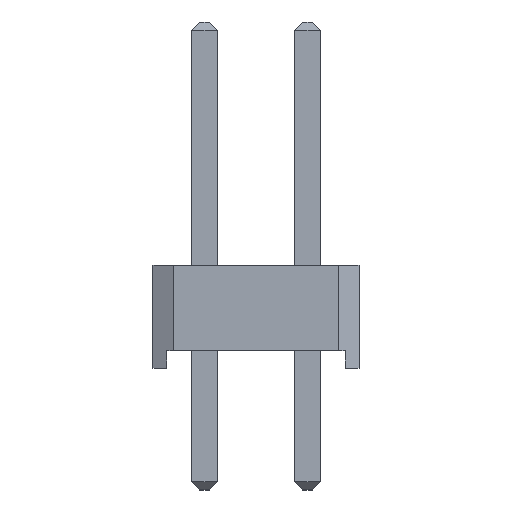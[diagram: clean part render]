
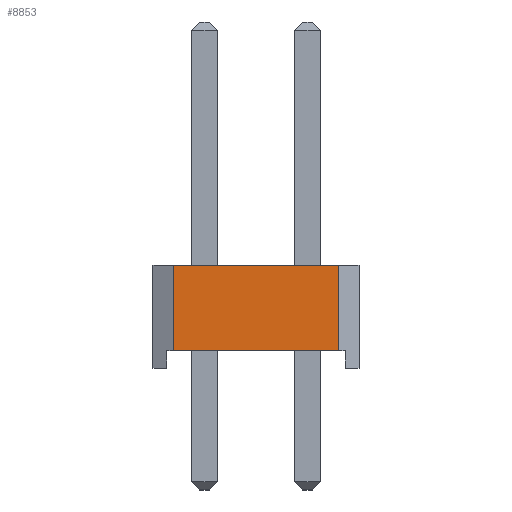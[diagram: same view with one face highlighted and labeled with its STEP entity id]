
A CAD part, front view. The second image highlights one B-rep face of the part: STEP entity #8853.
In plain terms, the highlighted face is planar.
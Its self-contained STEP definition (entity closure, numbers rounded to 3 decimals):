
#348=ORIENTED_EDGE('',*,*,#2040,.T.);
#349=ORIENTED_EDGE('',*,*,#1924,.T.);
#350=ORIENTED_EDGE('',*,*,#2041,.F.);
#351=ORIENTED_EDGE('',*,*,#1983,.F.);
#1924=EDGE_CURVE('',#2810,#2811,#3358,.T.);
#1983=EDGE_CURVE('',#2828,#2829,#3417,.T.);
#2040=EDGE_CURVE('',#2828,#2810,#3474,.T.);
#2041=EDGE_CURVE('',#2829,#2811,#3475,.T.);
#2810=VERTEX_POINT('',#11465);
#2811=VERTEX_POINT('',#11466);
#2828=VERTEX_POINT('',#11557);
#2829=VERTEX_POINT('',#11559);
#3358=LINE('',#11464,#4244);
#3417=LINE('',#11558,#4303);
#3474=LINE('',#11649,#4360);
#3475=LINE('',#11650,#4361);
#4244=VECTOR('',#9736,1000.);
#4303=VECTOR('',#9827,1000.);
#4360=VECTOR('',#9918,1000.);
#4361=VECTOR('',#9919,1000.);
#5067=EDGE_LOOP('',(#348,#349,#350,#351));
#5471=FACE_BOUND('',#5067,.T.);
#5875=PLANE('',#9232);
#8853=ADVANCED_FACE('',(#5471),#5875,.F.);
#9232=AXIS2_PLACEMENT_3D('',#11648,#9916,#9917);
#9736=DIRECTION('',(0.,1.,0.));
#9827=DIRECTION('',(0.,1.,0.));
#9916=DIRECTION('',(-1.,0.,0.));
#9917=DIRECTION('',(0.,0.,1.));
#9918=DIRECTION('',(0.,0.,-1.));
#9919=DIRECTION('',(0.,0.,-1.));
#11464=CARTESIAN_POINT('',(10.16,0.,-3.31));
#11465=CARTESIAN_POINT('',(10.16,-0.832,-3.31));
#11466=CARTESIAN_POINT('',(10.16,1.27,-3.31));
#11557=CARTESIAN_POINT('',(10.16,-0.832,0.77));
#11558=CARTESIAN_POINT('',(10.16,0.,0.77));
#11559=CARTESIAN_POINT('',(10.16,1.27,0.77));
#11648=CARTESIAN_POINT('',(10.16,0.,0.));
#11649=CARTESIAN_POINT('',(10.16,-0.832,0.93));
#11650=CARTESIAN_POINT('',(10.16,1.27,1.27));
